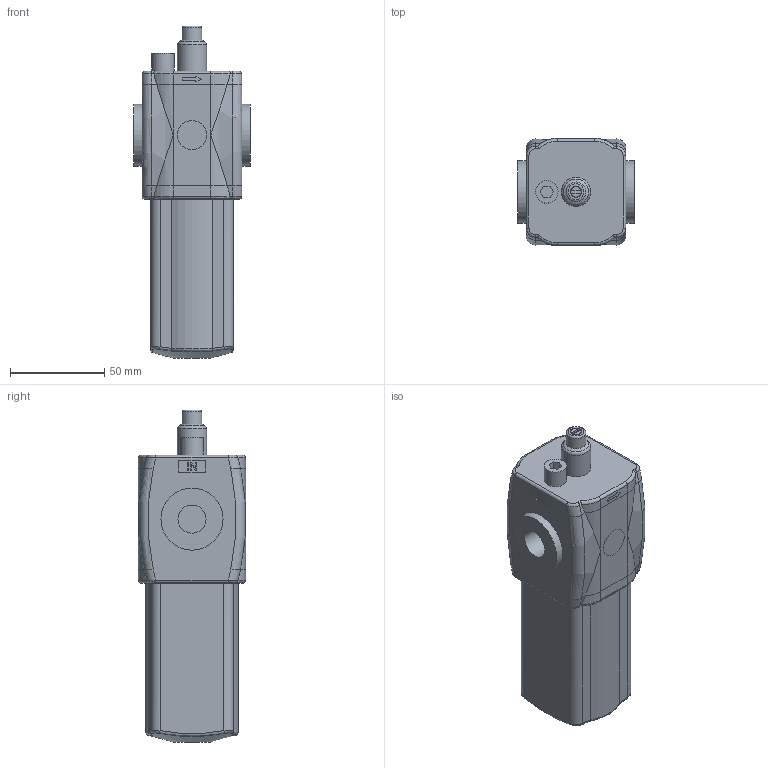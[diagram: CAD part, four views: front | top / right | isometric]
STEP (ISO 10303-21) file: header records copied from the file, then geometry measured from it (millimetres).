
FILE_DESCRIPTION((''),'2;1');
FILE_NAME('#172BL#.ipt.step','2010-08-23T14:10:57',(''),(''),'Autodesk Inventor 2010','Autodesk Inventor 2010','');
FILE_SCHEMA(('AUTOMOTIVE_DESIGN { 1 0 10303 214 1 1 1 1 }'));
Length unit declared in the file: millimetre
Products named in the file (1): #172BL#
Bounding box: 62 x 57 x 176.5 mm (x, y, z)
Volume: 371141.4 mm3; surface area: 36854 mm2
Topology: 2 solids, 2 shells, 218 faces, 511 edges, 320 vertices
Faces by surface type: plane 81, cylinder 58, bspline 53, torus 24, cone 2
Full cylindrical faces by diameter (mm): 5.6 x1, 6 x1, 10.5 x1, 12 x1, 15.5 x1, 19 x1, 23 x1, 33 x1
Entity records: 7159 total; most frequent: CARTESIAN_POINT 2409, ORIENTED_EDGE 988, DIRECTION 838, EDGE_CURVE 494, VERTEX_POINT 318, AXIS2_PLACEMENT_3D 286, VECTOR 266, LINE 266
